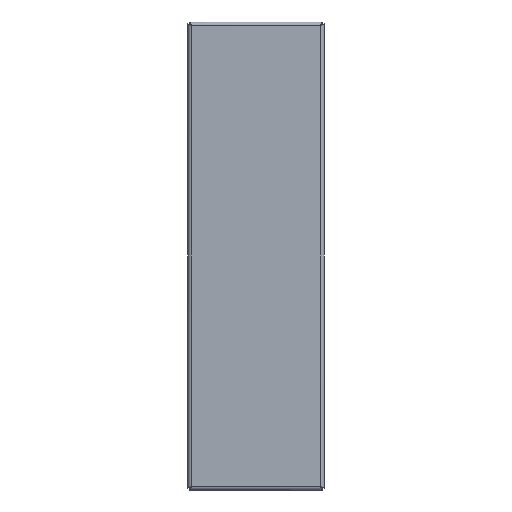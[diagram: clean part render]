
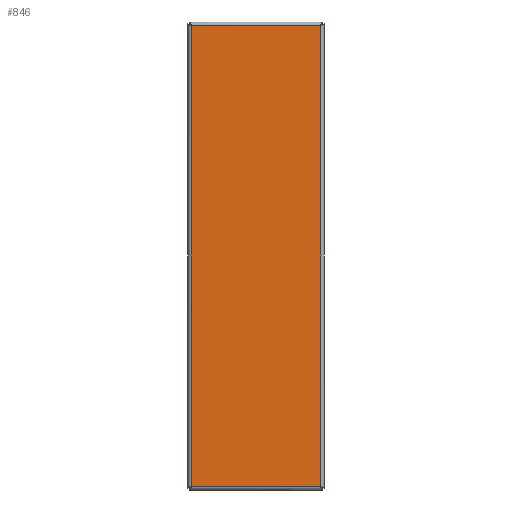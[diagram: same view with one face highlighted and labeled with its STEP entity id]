
A CAD part, front view. The second image highlights one B-rep face of the part: STEP entity #846.
In plain terms, the highlighted planar face has unit normal (0, -1, 0).
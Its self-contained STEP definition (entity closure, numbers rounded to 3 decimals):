
#101=FACE_OUTER_BOUND($,#146,.T.);
#146=EDGE_LOOP($,(#669,#670,#671,#672));
#182=LINE($,#1134,#270);
#197=LINE($,#1232,#285);
#211=LINE($,#1328,#299);
#225=LINE($,#1423,#313);
#270=VECTOR($,#933,146.);
#285=VECTOR($,#960,521.);
#299=VECTOR($,#986,146.);
#313=VECTOR($,#1012,521.);
#359=VERTEX_POINT($,#1125);
#360=VERTEX_POINT($,#1133);
#369=VERTEX_POINT($,#1231);
#377=VERTEX_POINT($,#1327);
#421=EDGE_CURVE($,#360,#359,#182,.T.);
#440=EDGE_CURVE($,#369,#360,#197,.T.);
#458=EDGE_CURVE($,#377,#369,#211,.T.);
#476=EDGE_CURVE($,#359,#377,#225,.T.);
#669=ORIENTED_EDGE($,*,*,#421,.T.);
#670=ORIENTED_EDGE($,*,*,#476,.T.);
#671=ORIENTED_EDGE($,*,*,#458,.T.);
#672=ORIENTED_EDGE($,*,*,#440,.T.);
#754=PLANE($,#888);
#846=ADVANCED_FACE($,(#101),#754,.T.);
#888=AXIS2_PLACEMENT_3D($,#1506,#1036,#1037);
#933=DIRECTION($,(-1.,0.,0.));
#960=DIRECTION($,(0.,0.,1.));
#986=DIRECTION($,(1.,0.,0.));
#1012=DIRECTION($,(0.,0.,-1.));
#1036=DIRECTION('center_axis',(0.,-1.,0.));
#1037=DIRECTION('ref_axis',(0.,0.,-1.));
#1125=CARTESIAN_POINT('',(-73.,-42.,260.5));
#1133=CARTESIAN_POINT('',(73.,-42.,260.5));
#1134=CARTESIAN_POINT($,(36.5,-42.,260.5));
#1231=CARTESIAN_POINT('',(73.,-42.,-260.5));
#1232=CARTESIAN_POINT($,(73.,-42.,-130.25));
#1327=CARTESIAN_POINT('',(-73.,-42.,-260.5));
#1328=CARTESIAN_POINT($,(-36.5,-42.,-260.5));
#1423=CARTESIAN_POINT($,(-73.,-42.,130.25));
#1506=CARTESIAN_POINT('Origin',(0.,-42.,0.));
